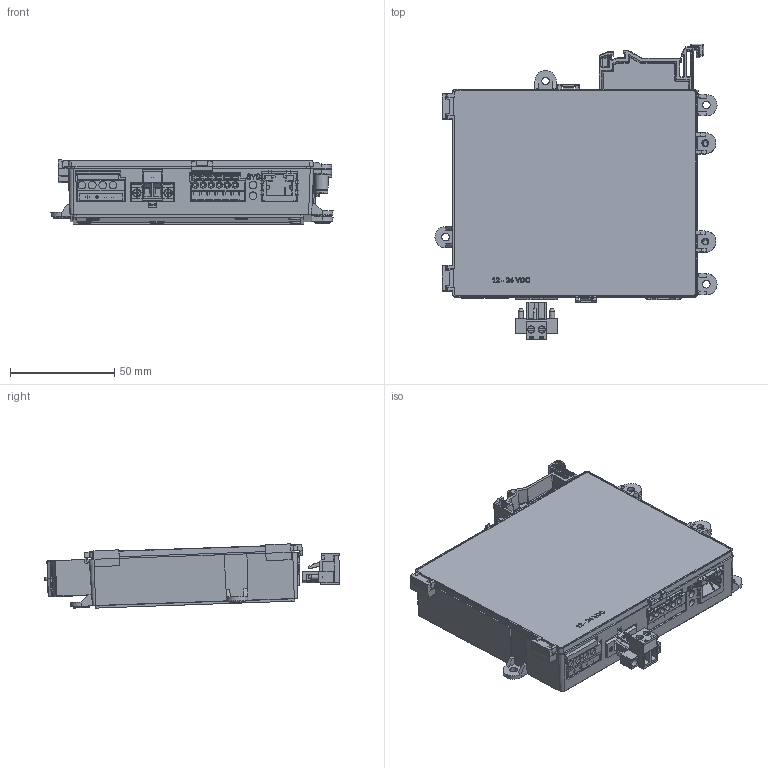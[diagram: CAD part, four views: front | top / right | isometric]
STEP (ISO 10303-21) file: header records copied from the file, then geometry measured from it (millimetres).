
FILE_DESCRIPTION(/* description */ (''),/* implementation_level */ '2;1');
FILE_NAME(/* name */ '18I218BK_00-TEST ITEM_2.stp',/* time_stamp */ '2022-11-10T16:53:53-05:00',/* author */ (''),/* organization */ (''),/* preprocessor_version */ 'ST-DEVELOPER v16.7',/* originating_system */ 'SIEMENS PLM Software NX 1926',/* authorisation */ '');
FILE_SCHEMA (('AP203_CONFIGURATION_CONTROLLED_3D_DESIGN_OF_MECHANICAL_PARTS_AND_ASSEMBLIES_MIM_LF { 1 0 10303 403 2 1 2}'));
Products named in the file (3): 18I216MQ_30-VERISAFE 2.0 NETWORK MODULE LID; 18I216JU_62-VERISAFE 2.0 NETWORK MODULE CASE; 18I218BK_00-TEST ITEM
Assembly tree (2 placements, depth 2):
  18I218BK_00-TEST ITEM
    18I216JU_62-VERISAFE 2.0 NETWORK MODULE CASE
    18I216MQ_30-VERISAFE 2.0 NETWORK MODULE LID
Bounding box: 135.48 x 142.1 x 30.85 mm (x, y, z)
Volume: 34792.3 mm3; surface area: 97388.7 mm2
Topology: 38 solids, 932 shells, 4760 faces, 14994 edges, 11037 vertices
Faces by surface type: plane 2887, cylinder 1255, bspline 241, torus 143, cone 130, sphere 88, extrusion 16
Full cylindrical faces by diameter (mm): 0.5 x4, 0.8 x2, 2 x2, 2.4 x2, 2.5 x4, 2.667 x7, 2.7 x4, 2.8 x2, 3.5 x4, 3.8 x2, 4 x2
Entity records: 202942 total; most frequent: CARTESIAN_POINT 55302, DIRECTION 27293, ORIENTED_EDGE 25669, EDGE_CURVE 14824, VERTEX_POINT 11003, VECTOR 10041, LINE 10025, AXIS2_PLACEMENT_3D 8626
